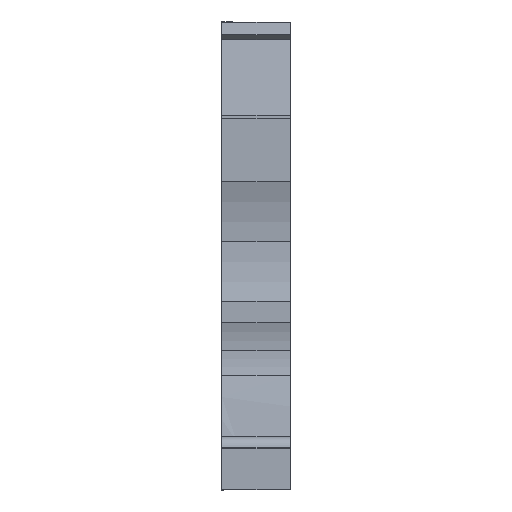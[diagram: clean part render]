
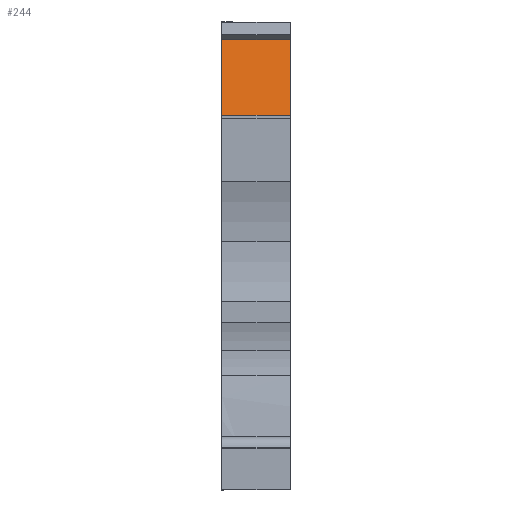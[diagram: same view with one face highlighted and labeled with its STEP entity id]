
A CAD part, front view. The second image highlights one B-rep face of the part: STEP entity #244.
In plain terms, the highlighted planar face has unit normal (0, -0.985, 0.174).
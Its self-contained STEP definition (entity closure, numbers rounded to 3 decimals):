
#244=ADVANCED_FACE('',(#638),#639,.F.);
#638=FACE_OUTER_BOUND('',#1086,.T.);
#639=PLANE('',#1087);
#1086=EDGE_LOOP('',(#2679,#2680,#2681,#2682));
#1087=AXIS2_PLACEMENT_3D('',#2683,#2684,#2685);
#2679=ORIENTED_EDGE('',*,*,#3694,.T.);
#2680=ORIENTED_EDGE('',*,*,#3686,.T.);
#2681=ORIENTED_EDGE('',*,*,#3670,.F.);
#2682=ORIENTED_EDGE('',*,*,#3695,.T.);
#2683=CARTESIAN_POINT('',(0.,2.565,33.495));
#2684=DIRECTION('',(0.,0.985,-0.174));
#2685=DIRECTION('',(-1.0,0.,0.));
#3670=EDGE_CURVE('',#4647,#4649,#4650,.T.);
#3686=EDGE_CURVE('',#4674,#4649,#4676,.T.);
#3694=EDGE_CURVE('',#4687,#4674,#4688,.T.);
#3695=EDGE_CURVE('',#4647,#4687,#4689,.T.);
#4647=VERTEX_POINT('',#7366);
#4649=VERTEX_POINT('',#7369);
#4650=LINE('',#7370,#7371);
#4674=VERTEX_POINT('',#7405);
#4676=LINE('',#7408,#7409);
#4687=VERTEX_POINT('',#7427);
#4688=LINE('',#7428,#7429);
#4689=LINE('',#7430,#7431);
#7366=CARTESIAN_POINT('',(5.15,2.652,33.988));
#7369=CARTESIAN_POINT('',(5.15,1.554,27.759));
#7370=CARTESIAN_POINT('',(5.15,-2.436,5.129));
#7371=VECTOR('',#8360,1.0);
#7405=CARTESIAN_POINT('',(0.,1.554,27.759));
#7408=CARTESIAN_POINT('',(5.15,1.554,27.759));
#7409=VECTOR('',#8384,1.0);
#7427=CARTESIAN_POINT('',(0.,2.652,33.988));
#7428=CARTESIAN_POINT('',(0.,-2.436,5.129));
#7429=VECTOR('',#8392,1.0);
#7430=CARTESIAN_POINT('',(0.,2.652,33.988));
#7431=VECTOR('',#8393,1.0);
#8360=DIRECTION('',(0.,-0.174,-0.985));
#8384=DIRECTION('',(1.0,0.,0.));
#8392=DIRECTION('',(0.,-0.174,-0.985));
#8393=DIRECTION('',(-1.0,0.,0.));
